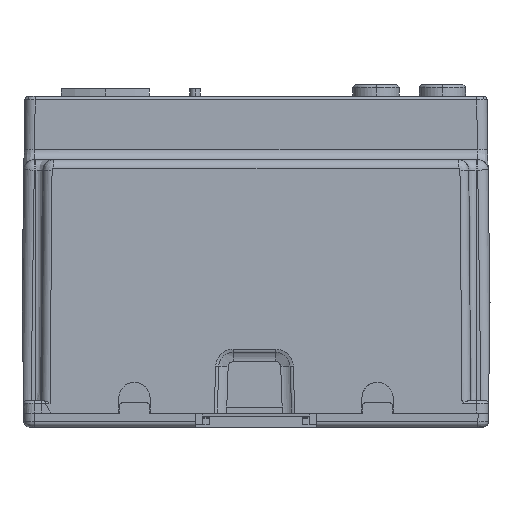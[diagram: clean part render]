
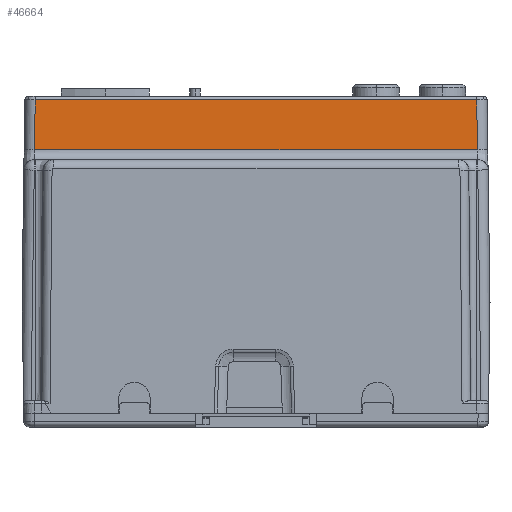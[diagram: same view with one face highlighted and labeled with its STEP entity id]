
A CAD part, front view. The second image highlights one B-rep face of the part: STEP entity #46664.
In plain terms, the highlighted planar face has unit normal (0, -1, 0.014).
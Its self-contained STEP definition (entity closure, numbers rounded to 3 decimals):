
#4839 = VECTOR ( 'NONE', #50607, 1000. ) ;
#5168 = VERTEX_POINT ( 'NONE', #54399 ) ;
#14693 = DIRECTION ( 'NONE',  ( -1., 0., 0. ) ) ;
#16154 = CARTESIAN_POINT ( 'NONE',  ( 65.527, -54.577, 37.94 ) ) ;
#16717 = EDGE_CURVE ( 'NONE', #20858, #5168, #25131, .T. ) ;
#18905 = AXIS2_PLACEMENT_3D ( 'NONE', #34992, #78066, #47372 ) ;
#19322 = ORIENTED_EDGE ( 'NONE', *, *, #16717, .F. ) ;
#20416 = ORIENTED_EDGE ( 'NONE', *, *, #32885, .F. ) ;
#20858 = VERTEX_POINT ( 'NONE', #16154 ) ;
#25131 = LINE ( 'NONE', #62290, #32760 ) ;
#27129 = DIRECTION ( 'NONE',  ( 1., 0., 0. ) ) ;
#27273 = LINE ( 'NONE', #45199, #43636 ) ;
#28610 = CARTESIAN_POINT ( 'NONE',  ( -19.688, -54.71, 28.383 ) ) ;
#31006 = EDGE_CURVE ( 'NONE', #49033, #5168, #61291, .T. ) ;
#32068 = EDGE_CURVE ( 'NONE', #20858, #75500, #27273, .T. ) ;
#32760 = VECTOR ( 'NONE', #37802, 1000. ) ;
#32885 = EDGE_CURVE ( 'NONE', #49033, #75500, #78884, .T. ) ;
#34992 = CARTESIAN_POINT ( 'NONE',  ( 22.686, -55.12, -0.941 ) ) ;
#37802 = DIRECTION ( 'NONE',  ( 0.014, -0.014, -1. ) ) ;
#43636 = VECTOR ( 'NONE', #14693, 1000. ) ;
#45199 = CARTESIAN_POINT ( 'NONE',  ( 22.686, -54.577, 37.94 ) ) ;
#46664 = ADVANCED_FACE ( 'NONE', ( #62148 ), #59508, .T. ) ;
#47372 = DIRECTION ( 'NONE',  ( 0., 0.014, 1. ) ) ;
#49033 = VERTEX_POINT ( 'NONE', #28610 ) ;
#50345 = CARTESIAN_POINT ( 'NONE',  ( -20.089, -55.111, -0.344 ) ) ;
#50607 = DIRECTION ( 'NONE',  ( 0.014, 0.014, 1. ) ) ;
#54399 = CARTESIAN_POINT ( 'NONE',  ( 65.661, -54.71, 28.383 ) ) ;
#55768 = EDGE_LOOP ( 'NONE', ( #19322, #73922, #20416, #65845 ) ) ;
#59508 = PLANE ( 'NONE',  #18905 ) ;
#61291 = LINE ( 'NONE', #76875, #72860 ) ;
#62148 = FACE_OUTER_BOUND ( 'NONE', #55768, .T. ) ;
#62290 = CARTESIAN_POINT ( 'NONE',  ( 66.057, -55.106, 0.027 ) ) ;
#65845 = ORIENTED_EDGE ( 'NONE', *, *, #31006, .T. ) ;
#72860 = VECTOR ( 'NONE', #27129, 1000. ) ;
#73922 = ORIENTED_EDGE ( 'NONE', *, *, #32068, .T. ) ;
#75495 = CARTESIAN_POINT ( 'NONE',  ( -19.555, -54.577, 37.94 ) ) ;
#75500 = VERTEX_POINT ( 'NONE', #75495 ) ;
#76875 = CARTESIAN_POINT ( 'NONE',  ( 67.694, -54.71, 28.383 ) ) ;
#78066 = DIRECTION ( 'NONE',  ( 0., -1., 0.014 ) ) ;
#78884 = LINE ( 'NONE', #50345, #4839 ) ;
